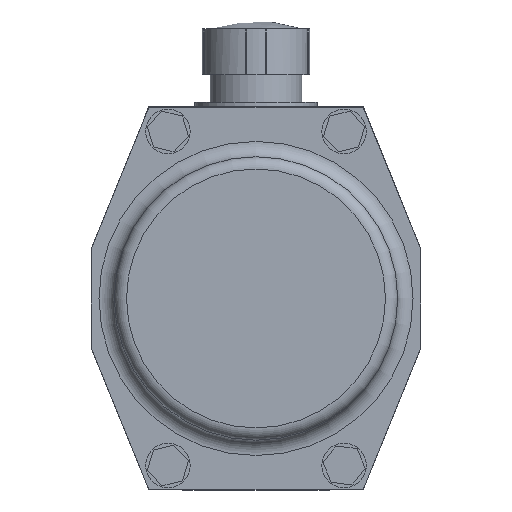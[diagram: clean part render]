
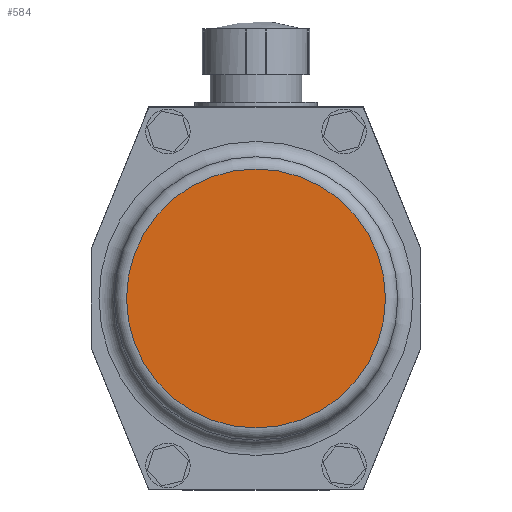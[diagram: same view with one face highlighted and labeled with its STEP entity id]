
A CAD part, front view. The second image highlights one B-rep face of the part: STEP entity #584.
In plain terms, the highlighted planar face has unit normal (0, -1, 0).
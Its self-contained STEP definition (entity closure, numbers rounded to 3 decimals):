
#584 = ADVANCED_FACE( '', ( #1259 ), #1260, .T. );
#1259 = FACE_OUTER_BOUND( '', #1926, .T. );
#1260 = PLANE( '', #1927 );
#1926 = EDGE_LOOP( '', ( #3450 ) );
#1927 = AXIS2_PLACEMENT_3D( '', #3451, #3452, #3453 );
#3450 = ORIENTED_EDGE( '', *, *, #3882, .F. );
#3451 = CARTESIAN_POINT( '', ( 0., -281.5, 0. ) );
#3452 = DIRECTION( '', ( 0., -1., 0. ) );
#3453 = DIRECTION( '', ( 1., 0., 0. ) );
#3882 = EDGE_CURVE( '', #4703, #4703, #4704, .T. );
#4703 = VERTEX_POINT( '', #5799 );
#4704 = CIRCLE( '', #5800, 84.5 );
#5799 = CARTESIAN_POINT( '', ( -84.5, -281.5, 0. ) );
#5800 = AXIS2_PLACEMENT_3D( '', #6466, #6467, #6468 );
#6466 = CARTESIAN_POINT( '', ( 0., -281.5, 0. ) );
#6467 = DIRECTION( '', ( 0., 1., 0. ) );
#6468 = DIRECTION( '', ( -1., 0., 0. ) );
